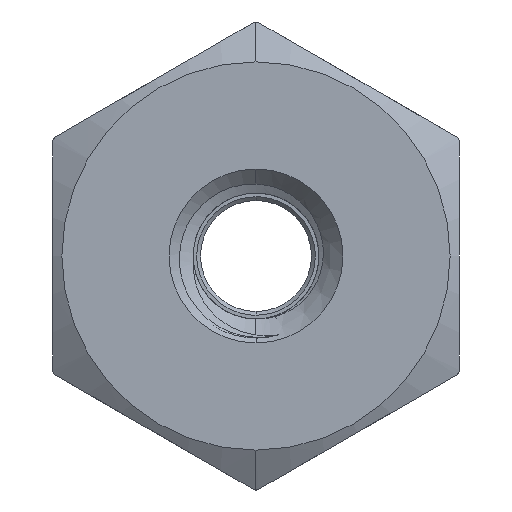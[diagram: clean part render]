
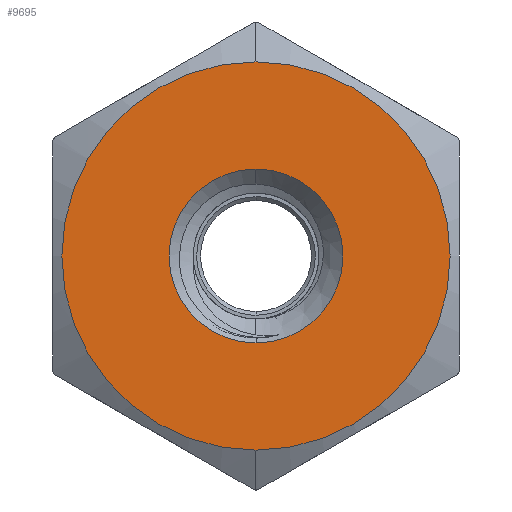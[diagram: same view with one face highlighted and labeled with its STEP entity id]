
A CAD part, front view. The second image highlights one B-rep face of the part: STEP entity #9695.
In plain terms, the highlighted planar face has unit normal (0, -1, 0).
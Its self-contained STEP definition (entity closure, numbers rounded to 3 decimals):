
#217 = ORIENTED_EDGE ( 'NONE', *, *, #12112, .F. ) ;
#472 = AXIS2_PLACEMENT_3D ( 'NONE', #3290, #10112, #4273 ) ;
#977 = DIRECTION ( 'NONE',  ( 0., 1., 0. ) ) ;
#1453 = DIRECTION ( 'NONE',  ( 0., 1., 0. ) ) ;
#1671 = AXIS2_PLACEMENT_3D ( 'NONE', #12506, #10567, #4732 ) ;
#1856 = CIRCLE ( 'NONE', #10470, 2.35 ) ;
#2076 = ORIENTED_EDGE ( 'NONE', *, *, #8656, .T. ) ;
#2246 = DIRECTION ( 'NONE',  ( 0., 1., 0. ) ) ;
#2409 = AXIS2_PLACEMENT_3D ( 'NONE', #7258, #1453, #8231 ) ;
#2457 = VERTEX_POINT ( 'NONE', #4886 ) ;
#2858 = CARTESIAN_POINT ( 'NONE',  ( 0., -10.64, 2.35 ) ) ;
#3197 = AXIS2_PLACEMENT_3D ( 'NONE', #6785, #977, #7767 ) ;
#3290 = CARTESIAN_POINT ( 'NONE',  ( 0., -10.64, 0. ) ) ;
#3756 = PLANE ( 'NONE',  #1671 ) ;
#4029 = VERTEX_POINT ( 'NONE', #11073 ) ;
#4273 = DIRECTION ( 'NONE',  ( 0., 0., 1. ) ) ;
#4732 = DIRECTION ( 'NONE',  ( 0., 0., -1. ) ) ;
#4886 = CARTESIAN_POINT ( 'NONE',  ( 0., -10.64, -2.35 ) ) ;
#5092 = EDGE_LOOP ( 'NONE', ( #9383, #217 ) ) ;
#5571 = CIRCLE ( 'NONE', #3197, 5.25 ) ;
#6332 = EDGE_LOOP ( 'NONE', ( #9001, #2076 ) ) ;
#6421 = FACE_OUTER_BOUND ( 'NONE', #5092, .T. ) ;
#6785 = CARTESIAN_POINT ( 'NONE',  ( 0., -10.64, 0. ) ) ;
#7033 = CIRCLE ( 'NONE', #472, 5.25 ) ;
#7258 = CARTESIAN_POINT ( 'NONE',  ( 0., -10.64, 0. ) ) ;
#7350 = VERTEX_POINT ( 'NONE', #11178 ) ;
#7767 = DIRECTION ( 'NONE',  ( 0., 0., 1. ) ) ;
#8059 = CARTESIAN_POINT ( 'NONE',  ( 0., -10.64, 0. ) ) ;
#8231 = DIRECTION ( 'NONE',  ( 0., 0., -1. ) ) ;
#8656 = EDGE_CURVE ( 'NONE', #2457, #11208, #1856, .T. ) ;
#8707 = FACE_BOUND ( 'NONE', #6332, .T. ) ;
#8734 = EDGE_CURVE ( 'NONE', #4029, #7350, #7033, .T. ) ;
#8791 = EDGE_CURVE ( 'NONE', #11208, #2457, #11317, .T. ) ;
#9001 = ORIENTED_EDGE ( 'NONE', *, *, #8791, .T. ) ;
#9048 = DIRECTION ( 'NONE',  ( 0., 0., -1. ) ) ;
#9383 = ORIENTED_EDGE ( 'NONE', *, *, #8734, .F. ) ;
#9695 = ADVANCED_FACE ( 'NONE', ( #8707, #6421 ), #3756, .T. ) ;
#10112 = DIRECTION ( 'NONE',  ( 0., 1., 0. ) ) ;
#10470 = AXIS2_PLACEMENT_3D ( 'NONE', #8059, #2246, #9048 ) ;
#10567 = DIRECTION ( 'NONE',  ( 0., -1., 0. ) ) ;
#11073 = CARTESIAN_POINT ( 'NONE',  ( 0., -10.64, 5.25 ) ) ;
#11178 = CARTESIAN_POINT ( 'NONE',  ( 0., -10.64, -5.25 ) ) ;
#11208 = VERTEX_POINT ( 'NONE', #2858 ) ;
#11317 = CIRCLE ( 'NONE', #2409, 2.35 ) ;
#12112 = EDGE_CURVE ( 'NONE', #7350, #4029, #5571, .T. ) ;
#12506 = CARTESIAN_POINT ( 'NONE',  ( 0., -10.64, 0. ) ) ;
